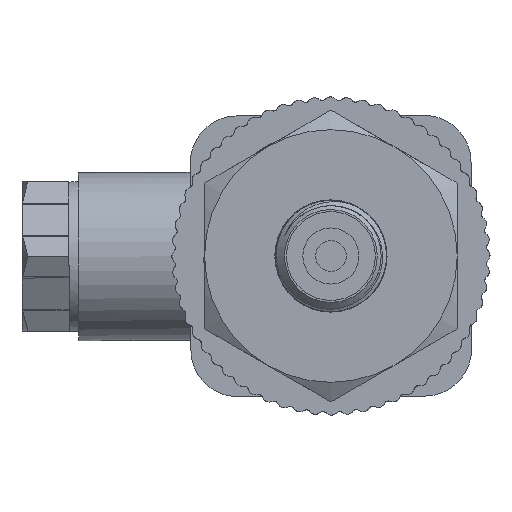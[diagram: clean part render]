
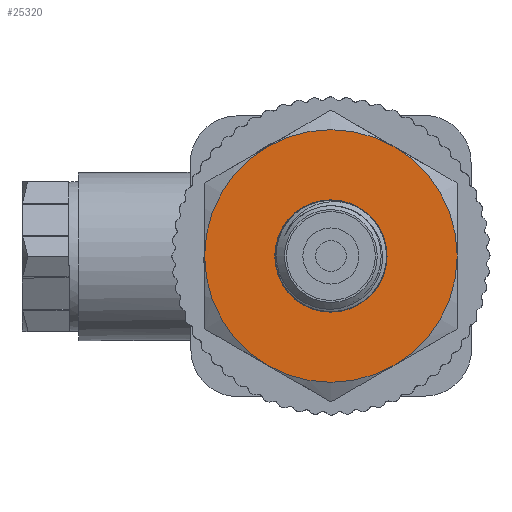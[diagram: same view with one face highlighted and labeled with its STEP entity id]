
A CAD part, left-side view. The second image highlights one B-rep face of the part: STEP entity #25320.
In plain terms, the highlighted face is planar.
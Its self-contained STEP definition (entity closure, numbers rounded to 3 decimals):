
#497=FACE_BOUND('',#4513,.T.);
#1640=PLANE('',#26709);
#3031=FACE_OUTER_BOUND('',#4512,.T.);
#4512=EDGE_LOOP('',(#23694));
#4513=EDGE_LOOP('',(#23695));
#4941=CIRCLE('',#26708,13.5);
#4942=CIRCLE('',#26710,6.);
#12419=VERTEX_POINT('',#63305);
#12420=VERTEX_POINT('',#63309);
#16181=EDGE_CURVE('',#12419,#12419,#4941,.T.);
#16183=EDGE_CURVE('',#12420,#12420,#4942,.T.);
#23694=ORIENTED_EDGE('',*,*,#16181,.T.);
#23695=ORIENTED_EDGE('',*,*,#16183,.F.);
#25320=ADVANCED_FACE('',(#3031,#497),#1640,.T.);
#26708=AXIS2_PLACEMENT_3D('',#63306,#31202,#31203);
#26709=AXIS2_PLACEMENT_3D('',#63308,#31205,#31206);
#26710=AXIS2_PLACEMENT_3D('',#63310,#31207,#31208);
#31202=DIRECTION('center_axis',(1.,0.,0.));
#31203=DIRECTION('ref_axis',(0.,0.,-1.));
#31205=DIRECTION('center_axis',(1.,0.,0.));
#31206=DIRECTION('ref_axis',(0.,0.,-1.));
#31207=DIRECTION('center_axis',(1.,0.,0.));
#31208=DIRECTION('ref_axis',(0.,0.,-1.));
#63305=CARTESIAN_POINT('',(-11.,-13.5,0.));
#63306=CARTESIAN_POINT('Origin',(-11.,0.,0.));
#63308=CARTESIAN_POINT('Origin',(-11.,6.,0.));
#63309=CARTESIAN_POINT('',(-11.,0.,6.));
#63310=CARTESIAN_POINT('Origin',(-11.,0.,0.));
